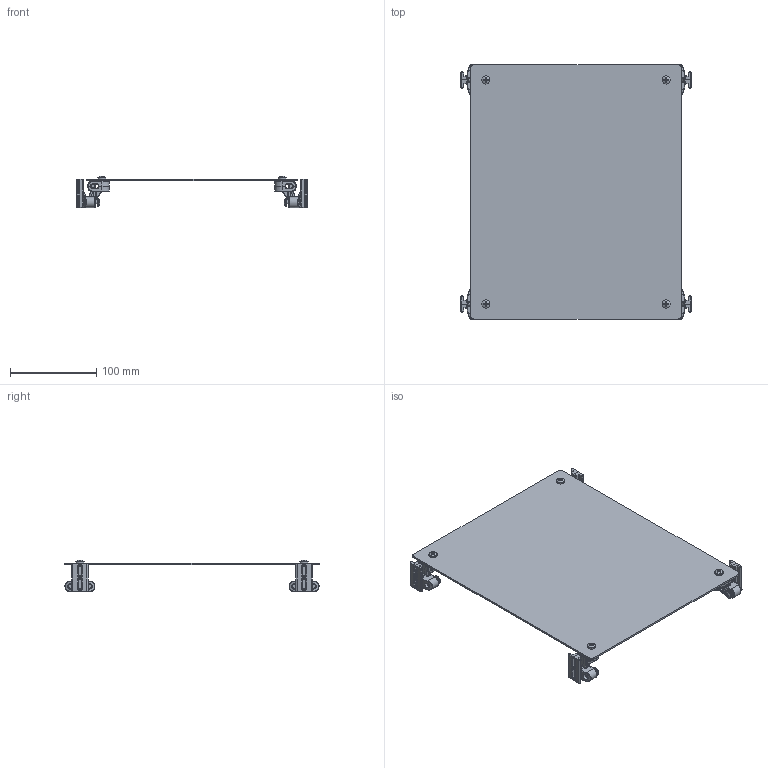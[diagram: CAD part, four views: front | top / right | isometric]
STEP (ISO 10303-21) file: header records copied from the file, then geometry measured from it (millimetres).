
FILE_DESCRIPTION (( 'STEP AP214' ), '1' );
FILE_NAME ('AH1210SPK.STEP', '2020-10-02T17:10:51', ( '' ), ( '' ), 'SwSTEP 2.0', 'SolidWorks 2019', '' );
FILE_SCHEMA (( 'AUTOMOTIVE_DESIGN' ));
Length unit declared in the file: inch
Products named in the file (1): AH1210SPK
Bounding box: 268.21 x 295.27 x 36.77 mm (x, y, z)
Volume: 197007.3 mm3; surface area: 183537.1 mm2
Topology: 33 solids, 33 shells, 2010 faces, 4496 edges, 2552 vertices
Faces by surface type: cylinder 736, bspline 696, plane 518, cone 36, sphere 12, torus 12
Full cylindrical faces by diameter (mm): 3.962 x12, 4.826 x12, 6.35 x16, 6.655 x12, 9.474 x12
Entity records: 106270 total; most frequent: CARTESIAN_POINT 59587, ORIENTED_EDGE 8704, DIRECTION 5186, EDGE_CURVE 4352, VERTEX_POINT 2516, EDGE_LOOP 2182, FACE_OUTER_BOUND 2106, ADVANCED_FACE 2010
